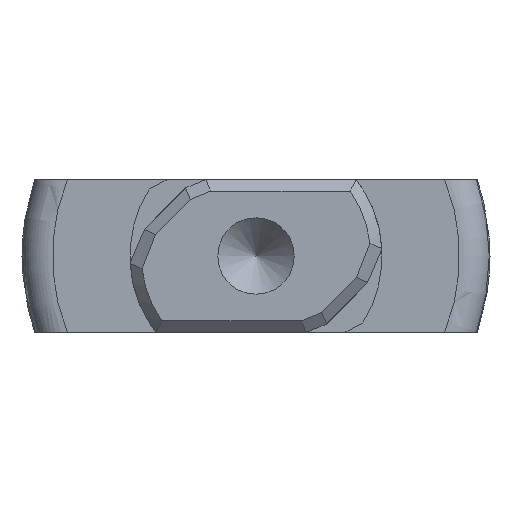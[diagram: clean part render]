
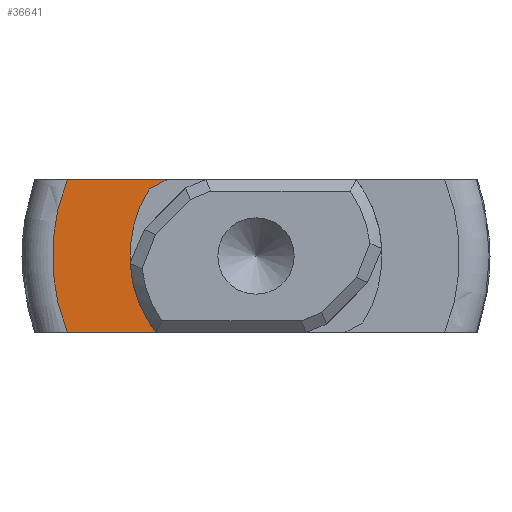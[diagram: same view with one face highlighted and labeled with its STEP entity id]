
A CAD part, left-side view. The second image highlights one B-rep face of the part: STEP entity #36641.
In plain terms, the highlighted planar face has unit normal (-1, 0, 0).
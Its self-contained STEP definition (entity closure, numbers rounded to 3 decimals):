
#722 = PLANE('',#723);
#723 = AXIS2_PLACEMENT_3D('',#724,#725,#726);
#724 = CARTESIAN_POINT('',(-6.25,-6.25,2.));
#725 = DIRECTION('',(0.,0.,1.));
#726 = DIRECTION('',(0.,1.,0.));
#15360 = VERTEX_POINT('',#15361);
#15361 = CARTESIAN_POINT('',(0.,4.94,2.));
#15395 = TOROIDAL_SURFACE('',#15396,5.329,0.8);
#15396 = AXIS2_PLACEMENT_3D('',#15397,#15398,#15399);
#15397 = CARTESIAN_POINT('',(0.8,0.,0.));
#15398 = DIRECTION('',(1.,0.,0.));
#15399 = DIRECTION('',(0.,0.,-1.));
#15429 = EDGE_CURVE('',#15360,#15430,#15432,.T.);
#15430 = VERTEX_POINT('',#15431);
#15431 = CARTESIAN_POINT('',(0.,2.327,2.));
#15432 = SURFACE_CURVE('',#15433,(#15437,#15444),.PCURVE_S1.);
#15433 = LINE('',#15434,#15435);
#15434 = CARTESIAN_POINT('',(0.,5.79,2.));
#15435 = VECTOR('',#15436,1.);
#15436 = DIRECTION('',(0.,-1.,0.));
#15437 = PCURVE('',#722,#15438);
#15438 = DEFINITIONAL_REPRESENTATION('',(#15439),#15443);
#15439 = LINE('',#15440,#15441);
#15440 = CARTESIAN_POINT('',(12.04,-6.25));
#15441 = VECTOR('',#15442,1.);
#15442 = DIRECTION('',(-1.,-0.));
#15443 = ( GEOMETRIC_REPRESENTATION_CONTEXT(2) 
PARAMETRIC_REPRESENTATION_CONTEXT() REPRESENTATION_CONTEXT('2D SPACE',''
  ) );
#15444 = PCURVE('',#15445,#15450);
#15445 = PLANE('',#15446);
#15446 = AXIS2_PLACEMENT_3D('',#15447,#15448,#15449);
#15447 = CARTESIAN_POINT('',(0.,5.329,
    0.));
#15448 = DIRECTION('',(-1.,0.,0.));
#15449 = DIRECTION('',(0.,0.,1.));
#15450 = DEFINITIONAL_REPRESENTATION('',(#15451),#15455);
#15451 = LINE('',#15452,#15453);
#15452 = CARTESIAN_POINT('',(2.,0.46));
#15453 = VECTOR('',#15454,1.);
#15454 = DIRECTION('',(0.,-1.));
#15455 = ( GEOMETRIC_REPRESENTATION_CONTEXT(2) 
PARAMETRIC_REPRESENTATION_CONTEXT() REPRESENTATION_CONTEXT('2D SPACE',''
  ) );
#15473 = PLANE('',#15474);
#15474 = AXIS2_PLACEMENT_3D('',#15475,#15476,#15477);
#15475 = CARTESIAN_POINT('',(-53.938,2.561,1.878));
#15476 = DIRECTION('',(0.,0.464,0.886
    ));
#15477 = DIRECTION('',(1.,0.,0.));
#32847 = PLANE('',#32848);
#32848 = AXIS2_PLACEMENT_3D('',#32849,#32850,#32851);
#32849 = CARTESIAN_POINT('',(-6.25,6.25,-2.));
#32850 = DIRECTION('',(0.,0.,-1.));
#32851 = DIRECTION('',(0.,-1.,0.));
#34928 = PLANE('',#34929);
#34929 = AXIS2_PLACEMENT_3D('',#34930,#34931,#34932);
#34930 = CARTESIAN_POINT('',(-53.938,2.561,-1.878));
#34931 = DIRECTION('',(0.,0.464,
    -0.886));
#34932 = DIRECTION('',(-1.,0.,0.));
#34948 = VERTEX_POINT('',#34949);
#34949 = CARTESIAN_POINT('',(0.,2.795,
    -1.755));
#34963 = CYLINDRICAL_SURFACE('',#34964,3.3);
#34964 = AXIS2_PLACEMENT_3D('',#34965,#34966,#34967);
#34965 = CARTESIAN_POINT('',(-53.938,0.,
    0.));
#34966 = DIRECTION('',(1.,0.,0.));
#34967 = DIRECTION('',(0.,1.,0.));
#34975 = EDGE_CURVE('',#34976,#34948,#34978,.T.);
#34976 = VERTEX_POINT('',#34977);
#34977 = CARTESIAN_POINT('',(0.,2.327,-2.));
#34978 = SURFACE_CURVE('',#34979,(#34983,#34990),.PCURVE_S1.);
#34979 = LINE('',#34980,#34981);
#34980 = CARTESIAN_POINT('',(0.,4.033,
    -1.107));
#34981 = VECTOR('',#34982,1.);
#34982 = DIRECTION('',(0.,0.886,0.464
    ));
#34983 = PCURVE('',#34928,#34984);
#34984 = DEFINITIONAL_REPRESENTATION('',(#34985),#34989);
#34985 = LINE('',#34986,#34987);
#34986 = CARTESIAN_POINT('',(-53.938,1.662));
#34987 = VECTOR('',#34988,1.);
#34988 = DIRECTION('',(0.,1.));
#34989 = ( GEOMETRIC_REPRESENTATION_CONTEXT(2) 
PARAMETRIC_REPRESENTATION_CONTEXT() REPRESENTATION_CONTEXT('2D SPACE',''
  ) );
#34990 = PCURVE('',#15445,#34991);
#34991 = DEFINITIONAL_REPRESENTATION('',(#34992),#34996);
#34992 = LINE('',#34993,#34994);
#34993 = CARTESIAN_POINT('',(-1.107,-1.296));
#34994 = VECTOR('',#34995,1.);
#34995 = DIRECTION('',(0.464,0.886));
#34996 = ( GEOMETRIC_REPRESENTATION_CONTEXT(2) 
PARAMETRIC_REPRESENTATION_CONTEXT() REPRESENTATION_CONTEXT('2D SPACE',''
  ) );
#35484 = EDGE_CURVE('',#34976,#35485,#35487,.T.);
#35485 = VERTEX_POINT('',#35486);
#35486 = CARTESIAN_POINT('',(0.,4.94,-2.));
#35487 = SURFACE_CURVE('',#35488,(#35492,#35499),.PCURVE_S1.);
#35488 = LINE('',#35489,#35490);
#35489 = CARTESIAN_POINT('',(0.,-0.46,-2.));
#35490 = VECTOR('',#35491,1.);
#35491 = DIRECTION('',(0.,1.,0.));
#35492 = PCURVE('',#32847,#35493);
#35493 = DEFINITIONAL_REPRESENTATION('',(#35494),#35498);
#35494 = LINE('',#35495,#35496);
#35495 = CARTESIAN_POINT('',(6.71,-6.25));
#35496 = VECTOR('',#35497,1.);
#35497 = DIRECTION('',(-1.,-0.));
#35498 = ( GEOMETRIC_REPRESENTATION_CONTEXT(2) 
PARAMETRIC_REPRESENTATION_CONTEXT() REPRESENTATION_CONTEXT('2D SPACE',''
  ) );
#35499 = PCURVE('',#15445,#35500);
#35500 = DEFINITIONAL_REPRESENTATION('',(#35501),#35505);
#35501 = LINE('',#35502,#35503);
#35502 = CARTESIAN_POINT('',(-2.,-5.79));
#35503 = VECTOR('',#35504,1.);
#35504 = DIRECTION('',(0.,1.));
#35505 = ( GEOMETRIC_REPRESENTATION_CONTEXT(2) 
PARAMETRIC_REPRESENTATION_CONTEXT() REPRESENTATION_CONTEXT('2D SPACE',''
  ) );
#36128 = EDGE_CURVE('',#36129,#15430,#36131,.T.);
#36129 = VERTEX_POINT('',#36130);
#36130 = CARTESIAN_POINT('',(0.,2.795,
    1.755));
#36131 = SURFACE_CURVE('',#36132,(#36136,#36143),.PCURVE_S1.);
#36132 = LINE('',#36133,#36134);
#36133 = CARTESIAN_POINT('',(0.,4.033,
    1.107));
#36134 = VECTOR('',#36135,1.);
#36135 = DIRECTION('',(0.,-0.886,
    0.464));
#36136 = PCURVE('',#15473,#36137);
#36137 = DEFINITIONAL_REPRESENTATION('',(#36138),#36142);
#36138 = LINE('',#36139,#36140);
#36139 = CARTESIAN_POINT('',(53.938,1.662));
#36140 = VECTOR('',#36141,1.);
#36141 = DIRECTION('',(0.,-1.));
#36142 = ( GEOMETRIC_REPRESENTATION_CONTEXT(2) 
PARAMETRIC_REPRESENTATION_CONTEXT() REPRESENTATION_CONTEXT('2D SPACE',''
  ) );
#36143 = PCURVE('',#15445,#36144);
#36144 = DEFINITIONAL_REPRESENTATION('',(#36145),#36149);
#36145 = LINE('',#36146,#36147);
#36146 = CARTESIAN_POINT('',(1.107,-1.296));
#36147 = VECTOR('',#36148,1.);
#36148 = DIRECTION('',(0.464,-0.886));
#36149 = ( GEOMETRIC_REPRESENTATION_CONTEXT(2) 
PARAMETRIC_REPRESENTATION_CONTEXT() REPRESENTATION_CONTEXT('2D SPACE',''
  ) );
#36178 = EDGE_CURVE('',#34948,#36129,#36179,.T.);
#36179 = SURFACE_CURVE('',#36180,(#36185,#36192),.PCURVE_S1.);
#36180 = CIRCLE('',#36181,3.3);
#36181 = AXIS2_PLACEMENT_3D('',#36182,#36183,#36184);
#36182 = CARTESIAN_POINT('',(0.,0.,
    0.));
#36183 = DIRECTION('',(1.,0.,0.));
#36184 = DIRECTION('',(0.,0.,1.));
#36185 = PCURVE('',#34963,#36186);
#36186 = DEFINITIONAL_REPRESENTATION('',(#36187),#36191);
#36187 = LINE('',#36188,#36189);
#36188 = CARTESIAN_POINT('',(1.571,53.938));
#36189 = VECTOR('',#36190,1.);
#36190 = DIRECTION('',(1.,0.));
#36191 = ( GEOMETRIC_REPRESENTATION_CONTEXT(2) 
PARAMETRIC_REPRESENTATION_CONTEXT() REPRESENTATION_CONTEXT('2D SPACE',''
  ) );
#36192 = PCURVE('',#15445,#36193);
#36193 = DEFINITIONAL_REPRESENTATION('',(#36194),#36202);
#36194 = ( BOUNDED_CURVE() B_SPLINE_CURVE(2,(#36195,#36196,#36197,#36198
    ,#36199,#36200,#36201),.UNSPECIFIED.,.T.,.F.) 
B_SPLINE_CURVE_WITH_KNOTS((1,2,2,2,2,1),(-2.094,0.,
    2.094,4.189,6.283,8.378),
.UNSPECIFIED.) CURVE() GEOMETRIC_REPRESENTATION_ITEM() 
RATIONAL_B_SPLINE_CURVE((1.,0.5,1.,0.5,1.,0.5,1.)) REPRESENTATION_ITEM(
  '') );
#36195 = CARTESIAN_POINT('',(3.3,-5.329));
#36196 = CARTESIAN_POINT('',(3.3,-11.045));
#36197 = CARTESIAN_POINT('',(-1.65,-8.187));
#36198 = CARTESIAN_POINT('',(-6.6,-5.329));
#36199 = CARTESIAN_POINT('',(-1.65,-2.471));
#36200 = CARTESIAN_POINT('',(3.3,0.387));
#36201 = CARTESIAN_POINT('',(3.3,-5.329));
#36202 = ( GEOMETRIC_REPRESENTATION_CONTEXT(2) 
PARAMETRIC_REPRESENTATION_CONTEXT() REPRESENTATION_CONTEXT('2D SPACE',''
  ) );
#36641 = ADVANCED_FACE('',(#36642),#15445,.T.);
#36642 = FACE_BOUND('',#36643,.T.);
#36643 = EDGE_LOOP('',(#36644,#36645,#36646,#36647,#36673,#36674));
#36644 = ORIENTED_EDGE('',*,*,#36178,.T.);
#36645 = ORIENTED_EDGE('',*,*,#36128,.T.);
#36646 = ORIENTED_EDGE('',*,*,#15429,.F.);
#36647 = ORIENTED_EDGE('',*,*,#36648,.F.);
#36648 = EDGE_CURVE('',#35485,#15360,#36649,.T.);
#36649 = SURFACE_CURVE('',#36650,(#36655,#36666),.PCURVE_S1.);
#36650 = CIRCLE('',#36651,5.329);
#36651 = AXIS2_PLACEMENT_3D('',#36652,#36653,#36654);
#36652 = CARTESIAN_POINT('',(0.,0.,0.)
  );
#36653 = DIRECTION('',(1.,0.,0.));
#36654 = DIRECTION('',(0.,0.,1.));
#36655 = PCURVE('',#15445,#36656);
#36656 = DEFINITIONAL_REPRESENTATION('',(#36657),#36665);
#36657 = ( BOUNDED_CURVE() B_SPLINE_CURVE(2,(#36658,#36659,#36660,#36661
    ,#36662,#36663,#36664),.UNSPECIFIED.,.T.,.F.) 
B_SPLINE_CURVE_WITH_KNOTS((1,2,2,2,2,1),(-2.094,0.,
    2.094,4.189,6.283,8.378),
.UNSPECIFIED.) CURVE() GEOMETRIC_REPRESENTATION_ITEM() 
RATIONAL_B_SPLINE_CURVE((1.,0.5,1.,0.5,1.,0.5,1.)) REPRESENTATION_ITEM(
  '') );
#36658 = CARTESIAN_POINT('',(5.329,-5.329));
#36659 = CARTESIAN_POINT('',(5.329,-14.56));
#36660 = CARTESIAN_POINT('',(-2.665,-9.945));
#36661 = CARTESIAN_POINT('',(-10.659,-5.329));
#36662 = CARTESIAN_POINT('',(-2.665,-0.714));
#36663 = CARTESIAN_POINT('',(5.329,3.901));
#36664 = CARTESIAN_POINT('',(5.329,-5.329));
#36665 = ( GEOMETRIC_REPRESENTATION_CONTEXT(2) 
PARAMETRIC_REPRESENTATION_CONTEXT() REPRESENTATION_CONTEXT('2D SPACE',''
  ) );
#36666 = PCURVE('',#15395,#36667);
#36667 = DEFINITIONAL_REPRESENTATION('',(#36668),#36672);
#36668 = LINE('',#36669,#36670);
#36669 = CARTESIAN_POINT('',(-3.142,4.712));
#36670 = VECTOR('',#36671,1.);
#36671 = DIRECTION('',(1.,0.));
#36672 = ( GEOMETRIC_REPRESENTATION_CONTEXT(2) 
PARAMETRIC_REPRESENTATION_CONTEXT() REPRESENTATION_CONTEXT('2D SPACE',''
  ) );
#36673 = ORIENTED_EDGE('',*,*,#35484,.F.);
#36674 = ORIENTED_EDGE('',*,*,#34975,.T.);
